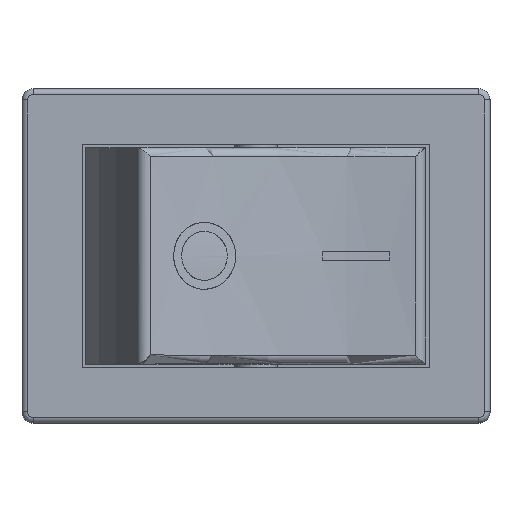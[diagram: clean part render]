
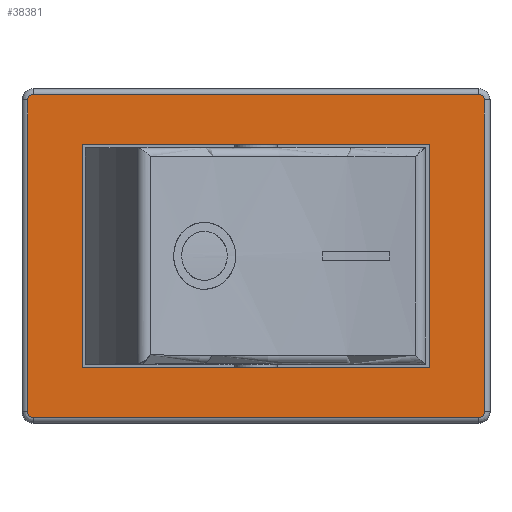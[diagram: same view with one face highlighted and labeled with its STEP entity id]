
A CAD part, top view. The second image highlights one B-rep face of the part: STEP entity #38381.
In plain terms, the highlighted planar face has unit normal (0, 0, 1).
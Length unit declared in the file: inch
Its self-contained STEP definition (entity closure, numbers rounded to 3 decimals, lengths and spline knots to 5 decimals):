
#37836=CARTESIAN_POINT('',(-0.30709,-0.19685,0.53543));
#37837=VERTEX_POINT('',#37836);
#37844=CARTESIAN_POINT('',(0.30709,-0.19685,0.53543));
#37845=VERTEX_POINT('',#37844);
#37846=CARTESIAN_POINT('',(0.30709,-0.19685,0.53543));
#37847=DIRECTION('',(-1.0,0.0,0.0));
#37848=VECTOR('',#37847,0.61417);
#37849=LINE('',#37846,#37848);
#37850=EDGE_CURVE('',#37845,#37837,#37849,.T.);
#37879=CARTESIAN_POINT('',(0.30709,0.19685,0.53543));
#37880=VERTEX_POINT('',#37879);
#37887=CARTESIAN_POINT('',(-0.30709,0.19685,0.53543));
#37888=VERTEX_POINT('',#37887);
#37889=CARTESIAN_POINT('',(-0.30709,0.19685,0.53543));
#37890=DIRECTION('',(1.0,0.0,0.0));
#37891=VECTOR('',#37890,0.61417);
#37892=LINE('',#37889,#37891);
#37893=EDGE_CURVE('',#37888,#37880,#37892,.T.);
#37919=CARTESIAN_POINT('',(0.30709,0.19685,0.53543));
#37920=DIRECTION('',(0.0,-1.0,0.0));
#37921=VECTOR('',#37920,0.3937);
#37922=LINE('',#37919,#37921);
#37923=EDGE_CURVE('',#37880,#37845,#37922,.T.);
#37953=CARTESIAN_POINT('',(-0.30709,-0.19685,0.53543));
#37954=DIRECTION('',(0.0,1.0,0.0));
#37955=VECTOR('',#37954,0.3937);
#37956=LINE('',#37953,#37955);
#37957=EDGE_CURVE('',#37837,#37888,#37956,.T.);
#37970=CARTESIAN_POINT('',(-0.3937,0.28543,0.53543));
#37971=VERTEX_POINT('',#37970);
#37979=CARTESIAN_POINT('',(0.3937,0.28543,0.53543));
#37980=VERTEX_POINT('',#37979);
#37981=CARTESIAN_POINT('',(-0.3937,0.28543,0.53543));
#37982=DIRECTION('',(1.0,0.0,0.0));
#37983=VECTOR('',#37982,0.7874);
#37984=LINE('',#37981,#37983);
#37985=EDGE_CURVE('',#37971,#37980,#37984,.T.);
#38024=CARTESIAN_POINT('',(-0.40354,0.27559,0.53543));
#38025=VERTEX_POINT('',#38024);
#38033=CARTESIAN_POINT('',(-0.3937,0.27559,0.53543));
#38034=DIRECTION('',(0.0,0.0,-1.0));
#38035=DIRECTION('',(-0.707,0.707,0.0));
#38036=AXIS2_PLACEMENT_3D('',#38033,#38034,#38035);
#38037=CIRCLE('',#38036,0.00984);
#38038=EDGE_CURVE('',#38025,#37971,#38037,.T.);
#38074=CARTESIAN_POINT('',(0.40354,0.27559,0.53543));
#38075=VERTEX_POINT('',#38074);
#38093=CARTESIAN_POINT('',(0.3937,0.27559,0.53543));
#38094=DIRECTION('',(0.0,0.0,-1.0));
#38095=DIRECTION('',(0.707,0.707,0.0));
#38096=AXIS2_PLACEMENT_3D('',#38093,#38094,#38095);
#38097=CIRCLE('',#38096,0.00984);
#38098=EDGE_CURVE('',#37980,#38075,#38097,.T.);
#38110=CARTESIAN_POINT('',(-0.40354,-0.27559,0.53543));
#38111=VERTEX_POINT('',#38110);
#38119=CARTESIAN_POINT('',(-0.40354,-0.27559,0.53543));
#38120=DIRECTION('',(0.0,1.0,0.0));
#38121=VECTOR('',#38120,0.55118);
#38122=LINE('',#38119,#38121);
#38123=EDGE_CURVE('',#38111,#38025,#38122,.T.);
#38140=CARTESIAN_POINT('',(0.40354,-0.27559,0.53543));
#38141=VERTEX_POINT('',#38140);
#38158=CARTESIAN_POINT('',(0.40354,0.27559,0.53543));
#38159=DIRECTION('',(0.0,-1.0,0.0));
#38160=VECTOR('',#38159,0.55118);
#38161=LINE('',#38158,#38160);
#38162=EDGE_CURVE('',#38075,#38141,#38161,.T.);
#38186=CARTESIAN_POINT('',(-0.3937,-0.28543,0.53543));
#38187=VERTEX_POINT('',#38186);
#38195=CARTESIAN_POINT('',(-0.3937,-0.27559,0.53543));
#38196=DIRECTION('',(0.0,0.0,-1.0));
#38197=DIRECTION('',(-0.707,-0.707,0.0));
#38198=AXIS2_PLACEMENT_3D('',#38195,#38196,#38197);
#38199=CIRCLE('',#38198,0.00984);
#38200=EDGE_CURVE('',#38187,#38111,#38199,.T.);
#38236=CARTESIAN_POINT('',(0.3937,-0.28543,0.53543));
#38237=VERTEX_POINT('',#38236);
#38255=CARTESIAN_POINT('',(0.3937,-0.27559,0.53543));
#38256=DIRECTION('',(0.0,0.0,-1.0));
#38257=DIRECTION('',(0.707,-0.707,0.0));
#38258=AXIS2_PLACEMENT_3D('',#38255,#38256,#38257);
#38259=CIRCLE('',#38258,0.00984);
#38260=EDGE_CURVE('',#38141,#38237,#38259,.T.);
#38278=CARTESIAN_POINT('',(0.3937,-0.28543,0.53543));
#38279=DIRECTION('',(-1.0,0.0,0.0));
#38280=VECTOR('',#38279,0.7874);
#38281=LINE('',#38278,#38280);
#38282=EDGE_CURVE('',#38237,#38187,#38281,.T.);
#38360=CARTESIAN_POINT('',(-0.4439,-0.31398,0.53543));
#38361=DIRECTION('',(0.0,0.0,1.0));
#38362=DIRECTION('',(1.0,0.0,0.0));
#38363=AXIS2_PLACEMENT_3D('',#38360,#38361,#38362);
#38364=PLANE('',#38363);
#38365=ORIENTED_EDGE('',*,*,#37985,.F.);
#38366=ORIENTED_EDGE('',*,*,#38038,.F.);
#38367=ORIENTED_EDGE('',*,*,#38123,.F.);
#38368=ORIENTED_EDGE('',*,*,#38200,.F.);
#38369=ORIENTED_EDGE('',*,*,#38282,.F.);
#38370=ORIENTED_EDGE('',*,*,#38260,.F.);
#38371=ORIENTED_EDGE('',*,*,#38162,.F.);
#38372=ORIENTED_EDGE('',*,*,#38098,.F.);
#38373=EDGE_LOOP('',(#38365,#38366,#38367,#38368,#38369,#38370,#38371,#38372));
#38374=FACE_OUTER_BOUND('',#38373,.T.);
#38375=ORIENTED_EDGE('',*,*,#37893,.T.);
#38376=ORIENTED_EDGE('',*,*,#37923,.T.);
#38377=ORIENTED_EDGE('',*,*,#37850,.T.);
#38378=ORIENTED_EDGE('',*,*,#37957,.T.);
#38379=EDGE_LOOP('',(#38375,#38376,#38377,#38378));
#38380=FACE_BOUND('',#38379,.T.);
#38381=ADVANCED_FACE('',(#38374,#38380),#38364,.T.);
